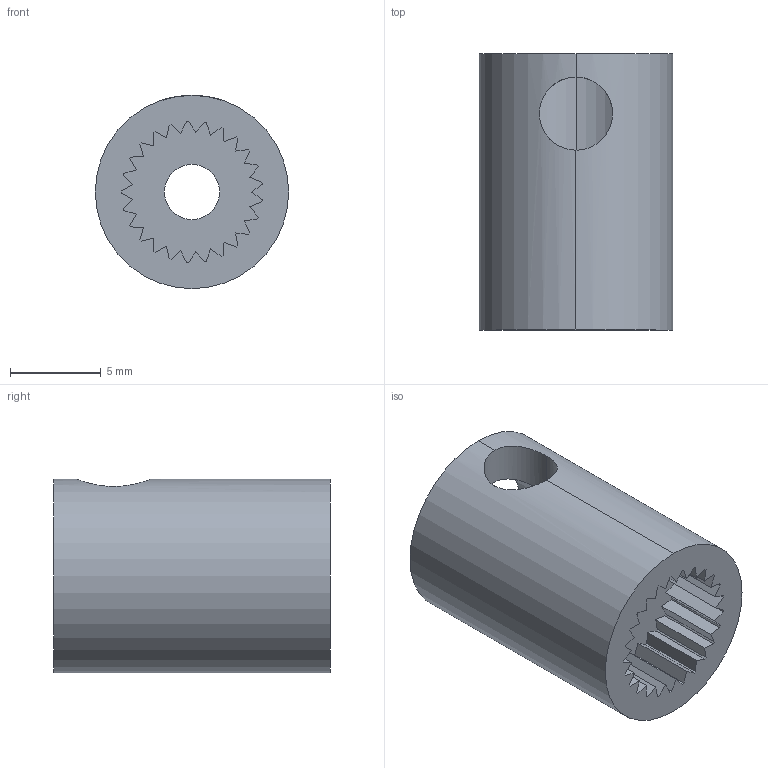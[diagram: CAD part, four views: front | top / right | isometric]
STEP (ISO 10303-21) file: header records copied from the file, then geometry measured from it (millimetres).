
FILE_DESCRIPTION (( 'STEP AP203' ), '1' );
FILE_NAME ('525138.STEP', '2014-07-10T16:25:07', ( 'Kyle' ), ( 'Microsoft' ), 'SwSTEP 2.0', 'SolidWorks 2014', '' );
FILE_SCHEMA (( 'CONFIG_CONTROL_DESIGN' ));
Length unit declared in the file: inch
Products named in the file (1): 525138
Bounding box: 10.67 x 15.24 x 10.67 mm (x, y, z)
Volume: 839.4 mm3; surface area: 1043.3 mm2
Topology: 1 solids, 1 shells, 87 faces, 255 edges, 170 vertices
Faces by surface type: plane 79, cylinder 8
Entity records: 3061 total; most frequent: CARTESIAN_POINT 712, ORIENTED_EDGE 510, DIRECTION 410, EDGE_CURVE 255, VECTOR 210, LINE 210, VERTEX_POINT 170, AXIS2_PLACEMENT_3D 100
